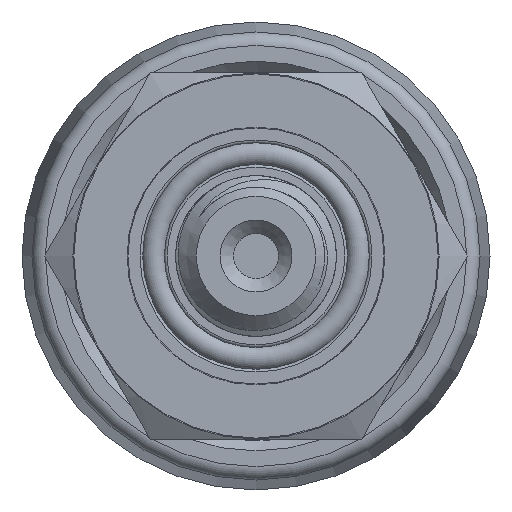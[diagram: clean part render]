
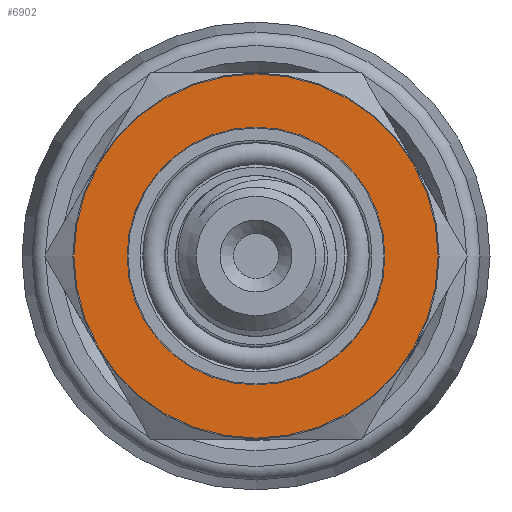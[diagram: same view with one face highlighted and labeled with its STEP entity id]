
A CAD part, left-side view. The second image highlights one B-rep face of the part: STEP entity #6902.
In plain terms, the highlighted planar face has unit normal (-1, 0, 0).
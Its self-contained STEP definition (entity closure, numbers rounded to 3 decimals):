
#117=FACE_BOUND('',#1698,.T.);
#152=PLANE('',#7207);
#1285=FACE_OUTER_BOUND('',#1697,.T.);
#1697=EDGE_LOOP('',(#6371));
#1698=EDGE_LOOP('',(#6372));
#1857=CIRCLE('',#7208,13.425);
#1858=CIRCLE('',#7209,9.5);
#3326=VERTEX_POINT('',#23615);
#3327=VERTEX_POINT('',#23617);
#4355=EDGE_CURVE('',#3326,#3326,#1857,.T.);
#4356=EDGE_CURVE('',#3327,#3327,#1858,.T.);
#6371=ORIENTED_EDGE('',*,*,#4355,.F.);
#6372=ORIENTED_EDGE('',*,*,#4356,.T.);
#6902=ADVANCED_FACE('',(#1285,#117),#152,.F.);
#7207=AXIS2_PLACEMENT_3D('',#23614,#8153,#8154);
#7208=AXIS2_PLACEMENT_3D('',#23616,#8155,#8156);
#7209=AXIS2_PLACEMENT_3D('',#23618,#8157,#8158);
#8153=DIRECTION('center_axis',(1.,0.,0.));
#8154=DIRECTION('ref_axis',(0.,0.,-1.));
#8155=DIRECTION('center_axis',(1.,0.,0.));
#8156=DIRECTION('ref_axis',(0.,1.,0.));
#8157=DIRECTION('center_axis',(1.,0.,0.));
#8158=DIRECTION('ref_axis',(0.,0.,-1.));
#23614=CARTESIAN_POINT('Origin',(-48.,9.5,0.));
#23615=CARTESIAN_POINT('',(-48.,-13.425,0.));
#23616=CARTESIAN_POINT('Origin',(-48.,0.,0.));
#23617=CARTESIAN_POINT('',(-48.,-9.5,0.));
#23618=CARTESIAN_POINT('Origin',(-48.,0.,0.));
